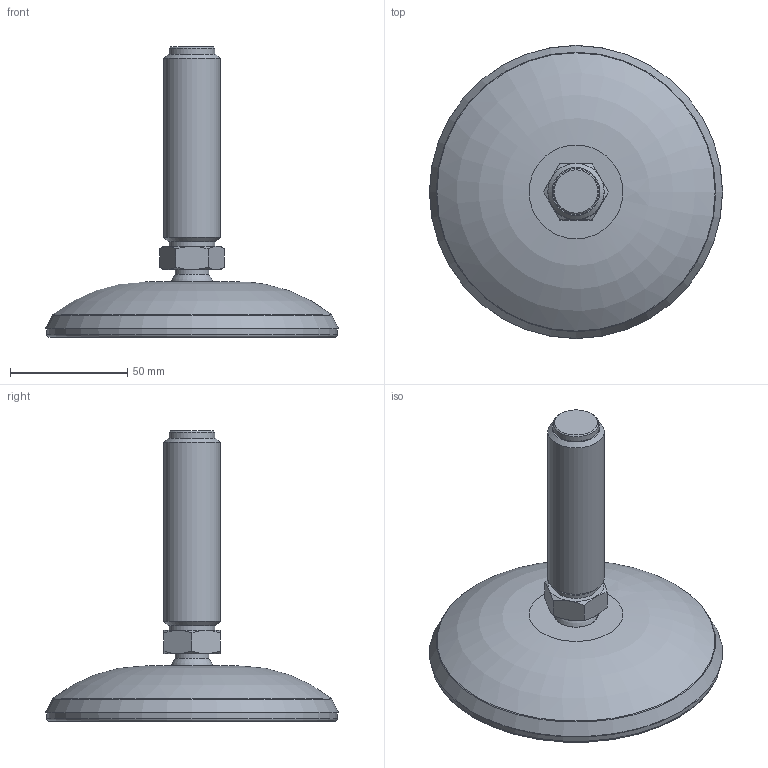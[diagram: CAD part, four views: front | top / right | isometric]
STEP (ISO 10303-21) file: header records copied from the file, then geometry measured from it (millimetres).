
FILE_DESCRIPTION(/* description */ ('AC2F'),/* implementation_level */ '2;1');
FILE_NAME(/* name */ '6322860',/* time_stamp */ '2018-05-28T09:45:27+02:00',/* author */ ('Zorzan Davide'),/* organization */ ('Gamm Srl.'),/* preprocessor_version */ 'ST-DEVELOPER v16.7',/* originating_system */ 'DEX',/* authorisation */ $);
FILE_SCHEMA (('CONFIG_CONTROL_DESIGN'));
Length unit declared in the file: millimetre
Products named in the file (1): 6322860
Bounding box: 125 x 125 x 123.69 mm (x, y, z)
Volume: 177918.5 mm3; surface area: 69627.7 mm2
Topology: 1 solids, 1 shells, 131 faces, 323 edges, 214 vertices
Faces by surface type: plane 54, cone 31, torus 24, cylinder 18, bspline 3, sphere 1
Full cylindrical faces by diameter (mm): 3.94 x3, 3.98 x3, 7.84 x3, 9.92 x1, 14 x1, 14.304 x1, 14.7 x1, 18.32 x1, 19.5 x2, 24 x1, 117.1 x1
Entity records: 4987 total; most frequent: CARTESIAN_POINT 1233, DIRECTION 564, ORIENTED_EDGE 534, EDGE_CURVE 267, AXIS2_PLACEMENT_3D 248, EDGE_LOOP 201, FACE_BOUND 201, VERTEX_POINT 196
